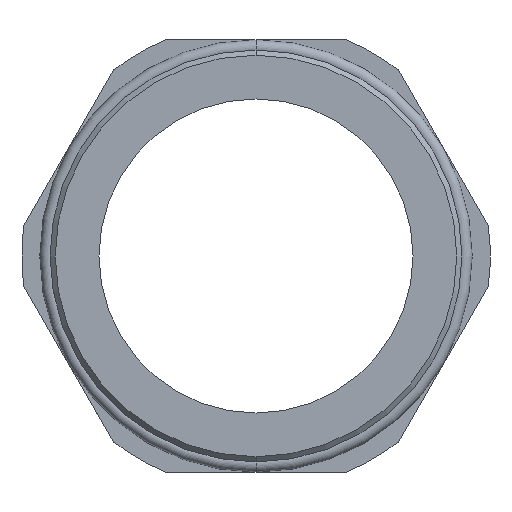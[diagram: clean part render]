
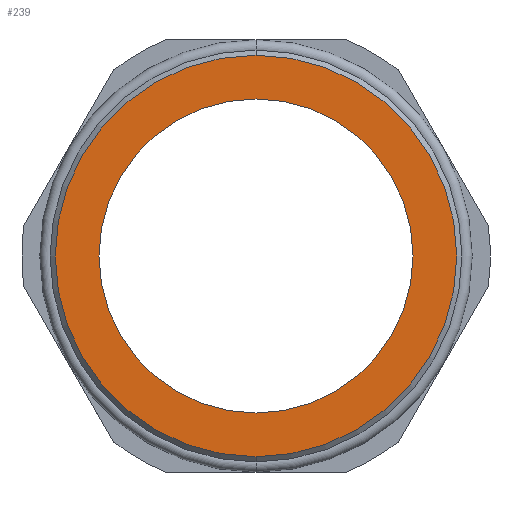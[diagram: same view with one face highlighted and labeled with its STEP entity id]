
A CAD part, front view. The second image highlights one B-rep face of the part: STEP entity #239.
In plain terms, the highlighted planar face has unit normal (0, -1, 0).
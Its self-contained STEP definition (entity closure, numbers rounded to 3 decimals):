
#98 = ORIENTED_EDGE ( 'NONE', *, *, #259, .T. ) ;
#99 = ORIENTED_EDGE ( 'NONE', *, *, #258, .T. ) ;
#101 = ORIENTED_EDGE ( 'NONE', *, *, #987, .T. ) ;
#103 = ORIENTED_EDGE ( 'NONE', *, *, #213, .T. ) ;
#206 = EDGE_LOOP ( 'NONE', ( #99, #101 ) ) ;
#207 = EDGE_LOOP ( 'NONE', ( #98, #103 ) ) ;
#213 = EDGE_CURVE ( 'NONE', #974, #973, #590, .T. ) ;
#239 = ADVANCED_FACE ( 'NONE', ( #342, #338 ), #846, .T. ) ;
#258 = EDGE_CURVE ( 'NONE', #930, #976, #605, .T. ) ;
#259 = EDGE_CURVE ( 'NONE', #973, #974, #606, .T. ) ;
#297 = AXIS2_PLACEMENT_3D ( 'NONE', #915, #424, #425 ) ;
#300 = AXIS2_PLACEMENT_3D ( 'NONE', #516, #517, #518 ) ;
#313 = AXIS2_PLACEMENT_3D ( 'NONE', #912, #913, #914 ) ;
#336 = AXIS2_PLACEMENT_3D ( 'NONE', #847, #848, #849 ) ;
#338 = FACE_BOUND ( 'NONE', #207, .T. ) ;
#342 = FACE_OUTER_BOUND ( 'NONE', #206, .T. ) ;
#398 = AXIS2_PLACEMENT_3D ( 'NONE', #766, #767, #768 ) ;
#424 = DIRECTION ( 'NONE',  ( 0., 1., 0. ) ) ;
#425 = DIRECTION ( 'NONE',  ( 0., 0., 1. ) ) ;
#462 = CARTESIAN_POINT ( 'NONE',  ( 0., -13., 19.5 ) ) ;
#508 = CARTESIAN_POINT ( 'NONE',  ( 0., -13., 15.25 ) ) ;
#509 = CARTESIAN_POINT ( 'NONE',  ( 0., -13., -15.25 ) ) ;
#511 = CARTESIAN_POINT ( 'NONE',  ( 0., -13., -19.5 ) ) ;
#516 = CARTESIAN_POINT ( 'NONE',  ( 0., -13., 0. ) ) ;
#517 = DIRECTION ( 'NONE',  ( 0., -1., 0. ) ) ;
#518 = DIRECTION ( 'NONE',  ( 0., 0., -1. ) ) ;
#590 = CIRCLE ( 'NONE', #398, 15.25 ) ;
#605 = CIRCLE ( 'NONE', #313, 19.5 ) ;
#606 = CIRCLE ( 'NONE', #297, 15.25 ) ;
#610 = CIRCLE ( 'NONE', #300, 19.5 ) ;
#766 = CARTESIAN_POINT ( 'NONE',  ( 0., -13., 0. ) ) ;
#767 = DIRECTION ( 'NONE',  ( 0., 1., 0. ) ) ;
#768 = DIRECTION ( 'NONE',  ( 0., 0., 1. ) ) ;
#846 = PLANE ( 'NONE',  #336 ) ;
#847 = CARTESIAN_POINT ( 'NONE',  ( -20., -13., 0. ) ) ;
#848 = DIRECTION ( 'NONE',  ( 0., -1., 0. ) ) ;
#849 = DIRECTION ( 'NONE',  ( 0., 0., -1. ) ) ;
#912 = CARTESIAN_POINT ( 'NONE',  ( 0., -13., 0. ) ) ;
#913 = DIRECTION ( 'NONE',  ( 0., -1., 0. ) ) ;
#914 = DIRECTION ( 'NONE',  ( 0., 0., -1. ) ) ;
#915 = CARTESIAN_POINT ( 'NONE',  ( 0., -13., 0. ) ) ;
#930 = VERTEX_POINT ( 'NONE', #462 ) ;
#973 = VERTEX_POINT ( 'NONE', #508 ) ;
#974 = VERTEX_POINT ( 'NONE', #509 ) ;
#976 = VERTEX_POINT ( 'NONE', #511 ) ;
#987 = EDGE_CURVE ( 'NONE', #976, #930, #610, .T. ) ;
